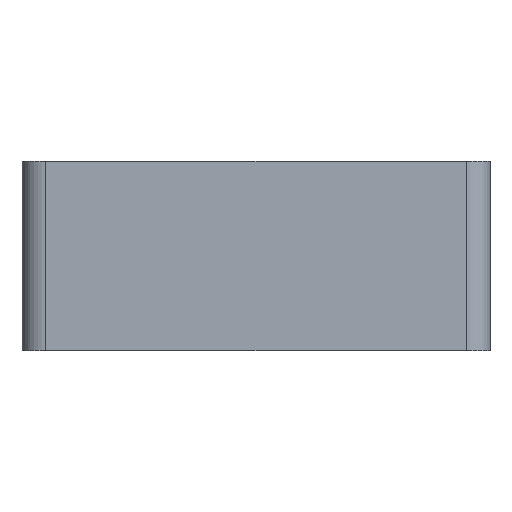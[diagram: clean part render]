
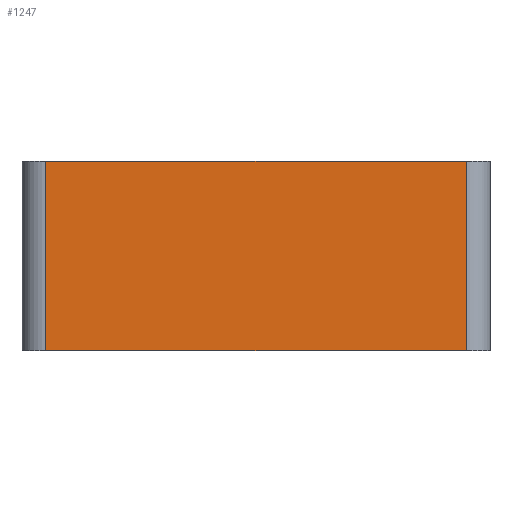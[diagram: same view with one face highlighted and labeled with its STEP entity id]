
A CAD part, front view. The second image highlights one B-rep face of the part: STEP entity #1247.
In plain terms, the highlighted planar face has unit normal (0, -1, 0).
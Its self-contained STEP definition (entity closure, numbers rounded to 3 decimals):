
#48=DIRECTION('',(1.,0.,0.));
#49=VECTOR('',#48,8.9);
#50=CARTESIAN_POINT('',(-1.9,-5.78,-1.4));
#51=LINE('',#50,#49);
#413=DIRECTION('',(0.,0.,1.));
#414=VECTOR('',#413,4.);
#415=CARTESIAN_POINT('',(7.,-5.78,-1.4));
#416=LINE('',#415,#414);
#417=DIRECTION('',(0.,0.,1.));
#418=VECTOR('',#417,4.);
#419=CARTESIAN_POINT('',(-1.9,-5.78,-1.4));
#420=LINE('',#419,#418);
#475=DIRECTION('',(1.,0.,0.));
#476=VECTOR('',#475,8.9);
#477=CARTESIAN_POINT('',(-1.9,-5.78,2.6));
#478=LINE('',#477,#476);
#528=CARTESIAN_POINT('',(-1.9,-5.78,-1.4));
#530=VERTEX_POINT('',#528);
#531=CARTESIAN_POINT('',(7.,-5.78,-1.4));
#532=VERTEX_POINT('',#531);
#556=CARTESIAN_POINT('',(-1.9,-5.78,2.6));
#558=VERTEX_POINT('',#556);
#559=CARTESIAN_POINT('',(7.,-5.78,2.6));
#560=VERTEX_POINT('',#559);
#1235=CARTESIAN_POINT('',(-1.9,-5.78,-1.4));
#1236=DIRECTION('',(0.,-1.,0.));
#1237=DIRECTION('',(1.,0.,0.));
#1238=AXIS2_PLACEMENT_3D('',#1235,#1236,#1237);
#1239=PLANE('',#1238);
#1240=ORIENTED_EDGE('',*,*,#694,.F.);
#1241=ORIENTED_EDGE('',*,*,#733,.T.);
#1243=ORIENTED_EDGE('',*,*,#1242,.T.);
#1244=ORIENTED_EDGE('',*,*,#1227,.F.);
#1245=EDGE_LOOP('',(#1240,#1241,#1243,#1244));
#1246=FACE_OUTER_BOUND('',#1245,.F.);
#1247=ADVANCED_FACE('',(#1246),#1239,.T.);
#694=EDGE_CURVE('',#530,#532,#51,.T.);
#733=EDGE_CURVE('',#530,#558,#420,.T.);
#1227=EDGE_CURVE('',#532,#560,#416,.T.);
#1242=EDGE_CURVE('',#558,#560,#478,.T.);
